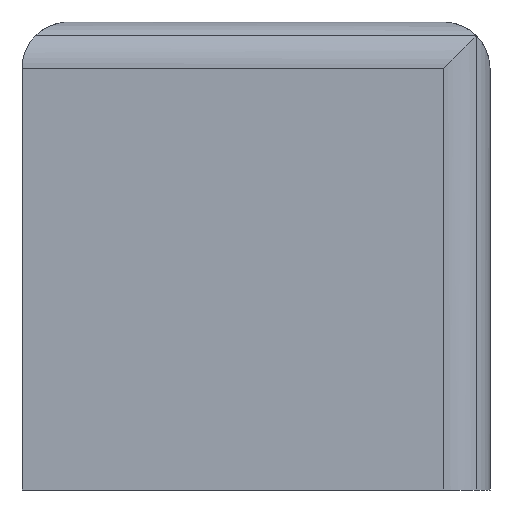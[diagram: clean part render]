
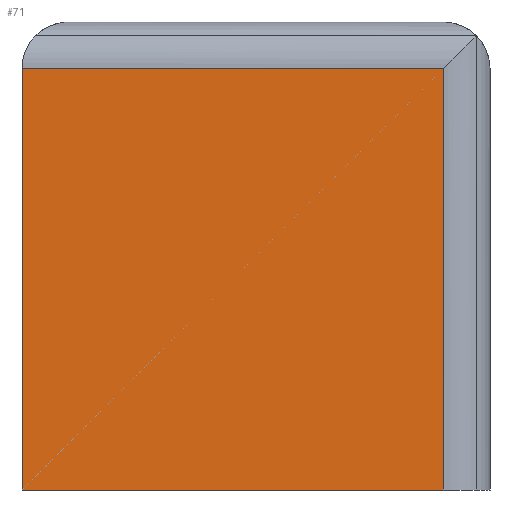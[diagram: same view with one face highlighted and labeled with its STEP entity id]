
A CAD part, left-side view. The second image highlights one B-rep face of the part: STEP entity #71.
In plain terms, the highlighted planar face has unit normal (-1, 0, 0).
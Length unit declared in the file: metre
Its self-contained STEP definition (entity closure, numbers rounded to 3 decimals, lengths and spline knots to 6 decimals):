
#71=ADVANCED_FACE('0:586',(#139),#140,.T.);
#139=FACE_OUTER_BOUND('',#201,.T.);
#140=PLANE('',#202);
#201=EDGE_LOOP('',(#331,#332,#333,#334));
#202=AXIS2_PLACEMENT_3D('',#335,#336,#337);
#331=ORIENTED_EDGE('',*,*,#375,.F.);
#332=ORIENTED_EDGE('',*,*,#414,.F.);
#333=ORIENTED_EDGE('',*,*,#415,.F.);
#334=ORIENTED_EDGE('',*,*,#395,.F.);
#335=CARTESIAN_POINT('',(-0.01,0.0,0.0));
#336=DIRECTION('',(-1.0,-0.0,0.0));
#337=DIRECTION('',(0.0,-1.0,-0.0));
#375=EDGE_CURVE('1:4082',#439,#441,#442,.T.);
#395=EDGE_CURVE('0:619',#441,#470,#471,.T.);
#414=EDGE_CURVE('1:1718',#477,#439,#493,.T.);
#415=EDGE_CURVE('0:616',#470,#477,#494,.T.);
#439=VERTEX_POINT('',#522);
#441=VERTEX_POINT('',#524);
#442=LINE('',#525,#526);
#470=VERTEX_POINT('',#563);
#471=LINE('',#564,#565);
#477=VERTEX_POINT('',#574);
#493=LINE('',#594,#595);
#494=LINE('',#596,#597);
#522=CARTESIAN_POINT('',(-0.01,-0.008,0.018));
#524=CARTESIAN_POINT('',(-0.01,-0.008,0.0));
#525=CARTESIAN_POINT('',(-0.01,-0.008,0.0));
#526=VECTOR('',#621,1.0);
#563=CARTESIAN_POINT('',(-0.01,0.01,0.0));
#564=CARTESIAN_POINT('',(-0.01,-0.01,0.0));
#565=VECTOR('',#646,1.0);
#574=CARTESIAN_POINT('',(-0.01,0.01,0.018));
#594=CARTESIAN_POINT('',(-0.01,0.0,0.018));
#595=VECTOR('',#666,1.0);
#596=CARTESIAN_POINT('',(-0.01,0.01,0.0));
#597=VECTOR('',#667,1.0);
#621=DIRECTION('',(-0.0,-0.0,-1.0));
#646=DIRECTION('',(0.0,1.0,0.0));
#666=DIRECTION('',(-0.0,-1.0,0.0));
#667=DIRECTION('',(0.0,0.0,1.0));
